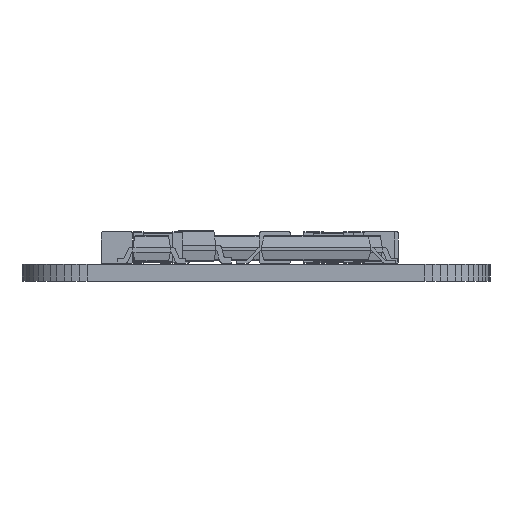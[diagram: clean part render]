
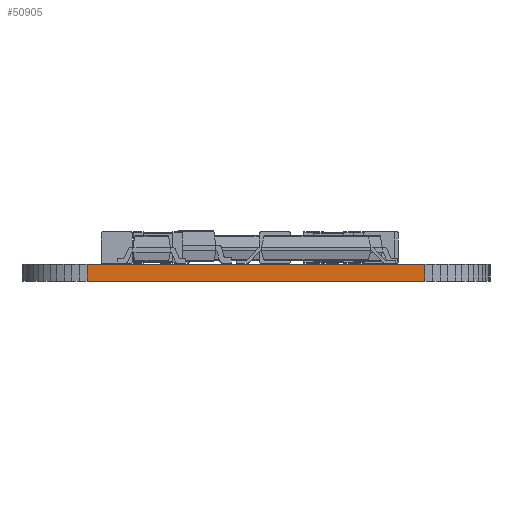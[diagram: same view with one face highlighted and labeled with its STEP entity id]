
A CAD part, front view. The second image highlights one B-rep face of the part: STEP entity #50905.
In plain terms, the highlighted planar face has unit normal (0, -1, 0).
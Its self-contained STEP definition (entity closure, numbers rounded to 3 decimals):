
#43714 = PLANE('',#43715);
#43715 = AXIS2_PLACEMENT_3D('',#43716,#43717,#43718);
#43716 = CARTESIAN_POINT('',(7.62,-18.882,0.68));
#43717 = DIRECTION('',(-0.,-0.,-1.));
#43718 = DIRECTION('',(-1.,0.,0.));
#43768 = PLANE('',#43769);
#43769 = AXIS2_PLACEMENT_3D('',#43770,#43771,#43772);
#43770 = CARTESIAN_POINT('',(7.62,-18.882,0.));
#43771 = DIRECTION('',(-0.,-0.,-1.));
#43772 = DIRECTION('',(-1.,0.,0.));
#44605 = VERTEX_POINT('',#44606);
#44606 = CARTESIAN_POINT('',(14.404,-40.714,0.));
#44620 = PLANE('',#44621);
#44621 = AXIS2_PLACEMENT_3D('',#44622,#44623,#44624);
#44622 = CARTESIAN_POINT('',(14.719,-40.695,0.));
#44623 = DIRECTION('',(0.06,-0.998,0.));
#44624 = DIRECTION('',(-0.998,-0.06,0.));
#44632 = EDGE_CURVE('',#44605,#44633,#44635,.T.);
#44633 = VERTEX_POINT('',#44634);
#44634 = CARTESIAN_POINT('',(0.836,-40.714,0.));
#44635 = SURFACE_CURVE('',#44636,(#44640,#44647),.PCURVE_S1.);
#44636 = LINE('',#44637,#44638);
#44637 = CARTESIAN_POINT('',(14.404,-40.714,0.));
#44638 = VECTOR('',#44639,1.);
#44639 = DIRECTION('',(-1.,0.,0.));
#44640 = PCURVE('',#43768,#44641);
#44641 = DEFINITIONAL_REPRESENTATION('',(#44642),#44646);
#44642 = LINE('',#44643,#44644);
#44643 = CARTESIAN_POINT('',(-6.784,-21.832));
#44644 = VECTOR('',#44645,1.);
#44645 = DIRECTION('',(1.,0.));
#44646 = ( GEOMETRIC_REPRESENTATION_CONTEXT(2) 
PARAMETRIC_REPRESENTATION_CONTEXT() REPRESENTATION_CONTEXT('2D SPACE',''
  ) );
#44647 = PCURVE('',#44648,#44653);
#44648 = PLANE('',#44649);
#44649 = AXIS2_PLACEMENT_3D('',#44650,#44651,#44652);
#44650 = CARTESIAN_POINT('',(14.404,-40.714,0.));
#44651 = DIRECTION('',(0.,-1.,0.));
#44652 = DIRECTION('',(-1.,0.,0.));
#44653 = DEFINITIONAL_REPRESENTATION('',(#44654),#44658);
#44654 = LINE('',#44655,#44656);
#44655 = CARTESIAN_POINT('',(0.,0.));
#44656 = VECTOR('',#44657,1.);
#44657 = DIRECTION('',(1.,0.));
#44658 = ( GEOMETRIC_REPRESENTATION_CONTEXT(2) 
PARAMETRIC_REPRESENTATION_CONTEXT() REPRESENTATION_CONTEXT('2D SPACE',''
  ) );
#44676 = PLANE('',#44677);
#44677 = AXIS2_PLACEMENT_3D('',#44678,#44679,#44680);
#44678 = CARTESIAN_POINT('',(0.836,-40.714,0.));
#44679 = DIRECTION('',(-0.06,-0.998,0.));
#44680 = DIRECTION('',(-0.998,0.06,0.));
#47536 = VERTEX_POINT('',#47537);
#47537 = CARTESIAN_POINT('',(14.404,-40.714,0.68));
#47558 = EDGE_CURVE('',#47536,#47559,#47561,.T.);
#47559 = VERTEX_POINT('',#47560);
#47560 = CARTESIAN_POINT('',(0.836,-40.714,0.68));
#47561 = SURFACE_CURVE('',#47562,(#47566,#47573),.PCURVE_S1.);
#47562 = LINE('',#47563,#47564);
#47563 = CARTESIAN_POINT('',(14.404,-40.714,0.68));
#47564 = VECTOR('',#47565,1.);
#47565 = DIRECTION('',(-1.,0.,0.));
#47566 = PCURVE('',#43714,#47567);
#47567 = DEFINITIONAL_REPRESENTATION('',(#47568),#47572);
#47568 = LINE('',#47569,#47570);
#47569 = CARTESIAN_POINT('',(-6.784,-21.832));
#47570 = VECTOR('',#47571,1.);
#47571 = DIRECTION('',(1.,0.));
#47572 = ( GEOMETRIC_REPRESENTATION_CONTEXT(2) 
PARAMETRIC_REPRESENTATION_CONTEXT() REPRESENTATION_CONTEXT('2D SPACE',''
  ) );
#47573 = PCURVE('',#44648,#47574);
#47574 = DEFINITIONAL_REPRESENTATION('',(#47575),#47579);
#47575 = LINE('',#47576,#47577);
#47576 = CARTESIAN_POINT('',(0.,-0.68));
#47577 = VECTOR('',#47578,1.);
#47578 = DIRECTION('',(1.,0.));
#47579 = ( GEOMETRIC_REPRESENTATION_CONTEXT(2) 
PARAMETRIC_REPRESENTATION_CONTEXT() REPRESENTATION_CONTEXT('2D SPACE',''
  ) );
#50857 = EDGE_CURVE('',#44605,#47536,#50858,.T.);
#50858 = SURFACE_CURVE('',#50859,(#50863,#50870),.PCURVE_S1.);
#50859 = LINE('',#50860,#50861);
#50860 = CARTESIAN_POINT('',(14.404,-40.714,0.));
#50861 = VECTOR('',#50862,1.);
#50862 = DIRECTION('',(0.,0.,1.));
#50863 = PCURVE('',#44620,#50864);
#50864 = DEFINITIONAL_REPRESENTATION('',(#50865),#50869);
#50865 = LINE('',#50866,#50867);
#50866 = CARTESIAN_POINT('',(0.316,0.));
#50867 = VECTOR('',#50868,1.);
#50868 = DIRECTION('',(0.,-1.));
#50869 = ( GEOMETRIC_REPRESENTATION_CONTEXT(2) 
PARAMETRIC_REPRESENTATION_CONTEXT() REPRESENTATION_CONTEXT('2D SPACE',''
  ) );
#50870 = PCURVE('',#44648,#50871);
#50871 = DEFINITIONAL_REPRESENTATION('',(#50872),#50876);
#50872 = LINE('',#50873,#50874);
#50873 = CARTESIAN_POINT('',(0.,0.));
#50874 = VECTOR('',#50875,1.);
#50875 = DIRECTION('',(0.,-1.));
#50876 = ( GEOMETRIC_REPRESENTATION_CONTEXT(2) 
PARAMETRIC_REPRESENTATION_CONTEXT() REPRESENTATION_CONTEXT('2D SPACE',''
  ) );
#50905 = ADVANCED_FACE('',(#50906),#44648,.T.);
#50906 = FACE_BOUND('',#50907,.T.);
#50907 = EDGE_LOOP('',(#50908,#50909,#50910,#50931));
#50908 = ORIENTED_EDGE('',*,*,#50857,.T.);
#50909 = ORIENTED_EDGE('',*,*,#47558,.T.);
#50910 = ORIENTED_EDGE('',*,*,#50911,.F.);
#50911 = EDGE_CURVE('',#44633,#47559,#50912,.T.);
#50912 = SURFACE_CURVE('',#50913,(#50917,#50924),.PCURVE_S1.);
#50913 = LINE('',#50914,#50915);
#50914 = CARTESIAN_POINT('',(0.836,-40.714,0.));
#50915 = VECTOR('',#50916,1.);
#50916 = DIRECTION('',(0.,0.,1.));
#50917 = PCURVE('',#44648,#50918);
#50918 = DEFINITIONAL_REPRESENTATION('',(#50919),#50923);
#50919 = LINE('',#50920,#50921);
#50920 = CARTESIAN_POINT('',(13.569,0.));
#50921 = VECTOR('',#50922,1.);
#50922 = DIRECTION('',(0.,-1.));
#50923 = ( GEOMETRIC_REPRESENTATION_CONTEXT(2) 
PARAMETRIC_REPRESENTATION_CONTEXT() REPRESENTATION_CONTEXT('2D SPACE',''
  ) );
#50924 = PCURVE('',#44676,#50925);
#50925 = DEFINITIONAL_REPRESENTATION('',(#50926),#50930);
#50926 = LINE('',#50927,#50928);
#50927 = CARTESIAN_POINT('',(0.,0.));
#50928 = VECTOR('',#50929,1.);
#50929 = DIRECTION('',(0.,-1.));
#50930 = ( GEOMETRIC_REPRESENTATION_CONTEXT(2) 
PARAMETRIC_REPRESENTATION_CONTEXT() REPRESENTATION_CONTEXT('2D SPACE',''
  ) );
#50931 = ORIENTED_EDGE('',*,*,#44632,.F.);
